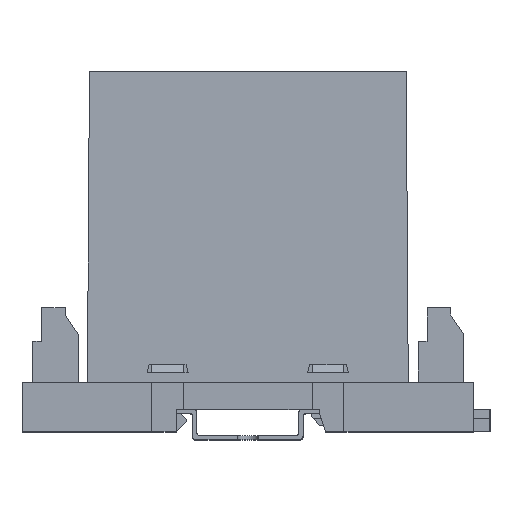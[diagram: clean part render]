
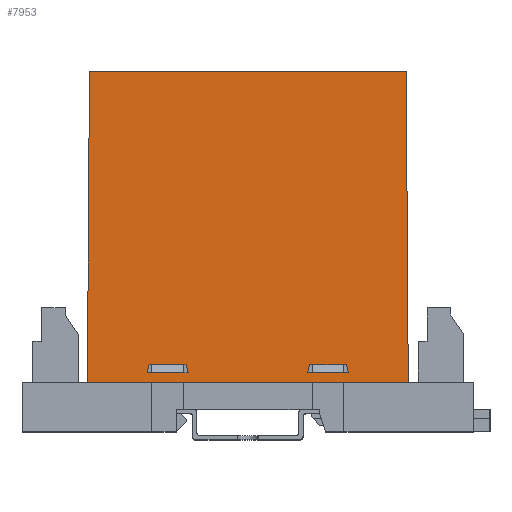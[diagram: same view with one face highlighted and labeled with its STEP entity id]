
A CAD part, top view. The second image highlights one B-rep face of the part: STEP entity #7953.
In plain terms, the highlighted planar face has unit normal (0, 0.007, 1).
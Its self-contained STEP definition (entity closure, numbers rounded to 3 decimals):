
#194 = DIRECTION ( 'NONE',  ( -1., 0., 0. ) ) ;
#393 = DIRECTION ( 'NONE',  ( 1., 0., 0. ) ) ;
#395 = DIRECTION ( 'NONE',  ( 1., 0., 0. ) ) ;
#784 = CARTESIAN_POINT ( 'NONE',  ( -15.875, 4.3, 29.972 ) ) ;
#999 = ORIENTED_EDGE ( 'NONE', *, *, #24949, .T. ) ;
#1674 = LINE ( 'NONE', #18414, #25009 ) ;
#2158 = DIRECTION ( 'NONE',  ( 0.243, -0.97, 0.006 ) ) ;
#2589 = ORIENTED_EDGE ( 'NONE', *, *, #3148, .T. ) ;
#2698 = CARTESIAN_POINT ( 'NONE',  ( -40., 0., 30. ) ) ;
#2892 = ORIENTED_EDGE ( 'NONE', *, *, #17185, .T. ) ;
#3148 = EDGE_CURVE ( 'NONE', #16663, #23308, #8846, .T. ) ;
#3433 = DIRECTION ( 'NONE',  ( 1., 0., 0. ) ) ;
#3819 = VECTOR ( 'NONE', #9839, 1000. ) ;
#4197 = VECTOR ( 'NONE', #2158, 1000. ) ;
#4432 = LINE ( 'NONE', #19445, #3819 ) ;
#4518 = EDGE_CURVE ( 'NONE', #4624, #19077, #20856, .T. ) ;
#4560 = VERTEX_POINT ( 'NONE', #8053 ) ;
#4624 = VERTEX_POINT ( 'NONE', #11068 ) ;
#4638 = CARTESIAN_POINT ( 'NONE',  ( 38., 76., 29.5 ) ) ;
#4836 = VECTOR ( 'NONE', #10343, 1000. ) ;
#5119 = EDGE_CURVE ( 'NONE', #20903, #16841, #17508, .T. ) ;
#5692 = EDGE_CURVE ( 'NONE', #7331, #18416, #1674, .T. ) ;
#5753 = LINE ( 'NONE', #16867, #18495 ) ;
#5876 = ORIENTED_EDGE ( 'NONE', *, *, #24922, .T. ) ;
#5906 = CARTESIAN_POINT ( 'NONE',  ( 2.777, 86.694, 29.43 ) ) ;
#6093 = ORIENTED_EDGE ( 'NONE', *, *, #9129, .F. ) ;
#6652 = CARTESIAN_POINT ( 'NONE',  ( -25.375, 2.3, 29.985 ) ) ;
#6691 = CARTESIAN_POINT ( 'NONE',  ( 37.997, 76.513, 29.497 ) ) ;
#6890 = LINE ( 'NONE', #10079, #11434 ) ;
#6894 = LINE ( 'NONE', #6691, #10857 ) ;
#7331 = VERTEX_POINT ( 'NONE', #23493 ) ;
#7588 = VERTEX_POINT ( 'NONE', #9381 ) ;
#7953 = ADVANCED_FACE ( 'NONE', ( #17087, #23080, #8906 ), #20168, .F. ) ;
#8053 = CARTESIAN_POINT ( 'NONE',  ( 13.875, 2.3, 29.985 ) ) ;
#8135 = CARTESIAN_POINT ( 'NONE',  ( -15.375, 2.3, 29.985 ) ) ;
#8846 = LINE ( 'NONE', #17696, #10974 ) ;
#8906 = FACE_OUTER_BOUND ( 'NONE', #18165, .T. ) ;
#9129 = EDGE_CURVE ( 'NONE', #7331, #22665, #5753, .T. ) ;
#9289 = AXIS2_PLACEMENT_3D ( 'NONE', #20000, #23966, #10719 ) ;
#9381 = CARTESIAN_POINT ( 'NONE',  ( 14.375, 4.3, 29.972 ) ) ;
#9385 = EDGE_CURVE ( 'NONE', #23308, #20903, #20283, .T. ) ;
#9839 = DIRECTION ( 'NONE',  ( 0.243, 0.97, -0.006 ) ) ;
#9882 = DIRECTION ( 'NONE',  ( 0.243, 0.97, -0.006 ) ) ;
#9892 = CARTESIAN_POINT ( 'NONE',  ( -40., 2.3, 29.985 ) ) ;
#10079 = CARTESIAN_POINT ( 'NONE',  ( -40., 4.3, 29.972 ) ) ;
#10343 = DIRECTION ( 'NONE',  ( 0.243, -0.97, 0.006 ) ) ;
#10719 = DIRECTION ( 'NONE',  ( 0., 1., -0.007 ) ) ;
#10857 = VECTOR ( 'NONE', #12622, 1000. ) ;
#10974 = VECTOR ( 'NONE', #395, 1000. ) ;
#11068 = CARTESIAN_POINT ( 'NONE',  ( 23.375, 4.3, 29.972 ) ) ;
#11434 = VECTOR ( 'NONE', #393, 1000. ) ;
#11546 = CARTESIAN_POINT ( 'NONE',  ( -40., 0., 30. ) ) ;
#11589 = CARTESIAN_POINT ( 'NONE',  ( -24.875, 4.3, 29.972 ) ) ;
#12145 = VECTOR ( 'NONE', #9882, 1000. ) ;
#12622 = DIRECTION ( 'NONE',  ( -0.007, 1., -0.007 ) ) ;
#12625 = DIRECTION ( 'NONE',  ( -1., 0., 0. ) ) ;
#13533 = ORIENTED_EDGE ( 'NONE', *, *, #5692, .T. ) ;
#13904 = CARTESIAN_POINT ( 'NONE',  ( 28.047, 58.989, 29.612 ) ) ;
#14604 = VECTOR ( 'NONE', #194, 1000. ) ;
#14896 = CARTESIAN_POINT ( 'NONE',  ( 23.875, 2.3, 29.985 ) ) ;
#15909 = EDGE_CURVE ( 'NONE', #18416, #20500, #17380, .T. ) ;
#16663 = VERTEX_POINT ( 'NONE', #11589 ) ;
#16841 = VERTEX_POINT ( 'NONE', #6652 ) ;
#16867 = CARTESIAN_POINT ( 'NONE',  ( -40., 76., 29.5 ) ) ;
#17087 = FACE_BOUND ( 'NONE', #17900, .T. ) ;
#17185 = EDGE_CURVE ( 'NONE', #4560, #7588, #18783, .T. ) ;
#17380 = LINE ( 'NONE', #11546, #18857 ) ;
#17508 = LINE ( 'NONE', #20486, #23850 ) ;
#17575 = ORIENTED_EDGE ( 'NONE', *, *, #4518, .T. ) ;
#17619 = LINE ( 'NONE', #9892, #14604 ) ;
#17696 = CARTESIAN_POINT ( 'NONE',  ( -40., 4.3, 29.972 ) ) ;
#17843 = CARTESIAN_POINT ( 'NONE',  ( -34.165, 77.459, 29.49 ) ) ;
#17900 = EDGE_LOOP ( 'NONE', ( #22248, #999, #2589, #23577 ) ) ;
#18165 = EDGE_LOOP ( 'NONE', ( #22995, #18752, #6093, #13533 ) ) ;
#18340 = DIRECTION ( 'NONE',  ( -0.007, -1., 0.007 ) ) ;
#18414 = CARTESIAN_POINT ( 'NONE',  ( -39.5, 75.997, 29.5 ) ) ;
#18416 = VERTEX_POINT ( 'NONE', #2698 ) ;
#18495 = VECTOR ( 'NONE', #3433, 1000. ) ;
#18752 = ORIENTED_EDGE ( 'NONE', *, *, #18921, .T. ) ;
#18783 = LINE ( 'NONE', #13904, #12145 ) ;
#18857 = VECTOR ( 'NONE', #19143, 1000. ) ;
#18921 = EDGE_CURVE ( 'NONE', #20500, #22665, #6894, .T. ) ;
#19077 = VERTEX_POINT ( 'NONE', #14896 ) ;
#19143 = DIRECTION ( 'NONE',  ( 1., 0., 0. ) ) ;
#19445 = CARTESIAN_POINT ( 'NONE',  ( -8.894, 68.224, 29.551 ) ) ;
#19983 = EDGE_LOOP ( 'NONE', ( #23455, #2892, #5876, #17575 ) ) ;
#20000 = CARTESIAN_POINT ( 'NONE',  ( -40., 76., 29.5 ) ) ;
#20168 = PLANE ( 'NONE',  #9289 ) ;
#20283 = LINE ( 'NONE', #17843, #4836 ) ;
#20486 = CARTESIAN_POINT ( 'NONE',  ( -40., 2.3, 29.985 ) ) ;
#20500 = VERTEX_POINT ( 'NONE', #21716 ) ;
#20856 = LINE ( 'NONE', #5906, #4197 ) ;
#20903 = VERTEX_POINT ( 'NONE', #8135 ) ;
#21478 = EDGE_CURVE ( 'NONE', #19077, #4560, #17619, .T. ) ;
#21716 = CARTESIAN_POINT ( 'NONE',  ( 38.5, 0., 30. ) ) ;
#22248 = ORIENTED_EDGE ( 'NONE', *, *, #5119, .T. ) ;
#22665 = VERTEX_POINT ( 'NONE', #4638 ) ;
#22995 = ORIENTED_EDGE ( 'NONE', *, *, #15909, .T. ) ;
#23080 = FACE_BOUND ( 'NONE', #19983, .T. ) ;
#23308 = VERTEX_POINT ( 'NONE', #784 ) ;
#23455 = ORIENTED_EDGE ( 'NONE', *, *, #21478, .T. ) ;
#23493 = CARTESIAN_POINT ( 'NONE',  ( -39.5, 76., 29.5 ) ) ;
#23577 = ORIENTED_EDGE ( 'NONE', *, *, #9385, .T. ) ;
#23850 = VECTOR ( 'NONE', #12625, 1000. ) ;
#23966 = DIRECTION ( 'NONE',  ( 0., -0.007, -1. ) ) ;
#24922 = EDGE_CURVE ( 'NONE', #7588, #4624, #6890, .T. ) ;
#24949 = EDGE_CURVE ( 'NONE', #16841, #16663, #4432, .T. ) ;
#25009 = VECTOR ( 'NONE', #18340, 1000. ) ;
